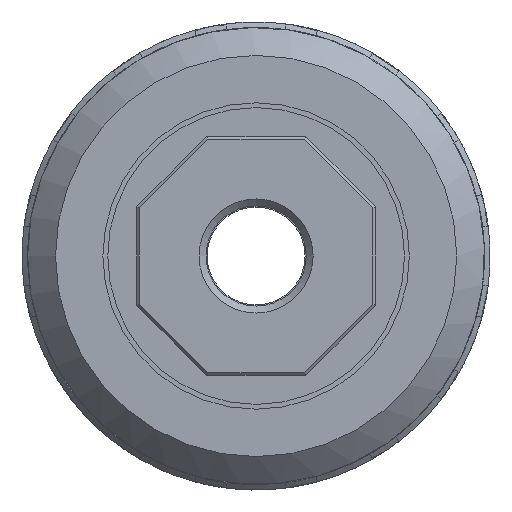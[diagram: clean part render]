
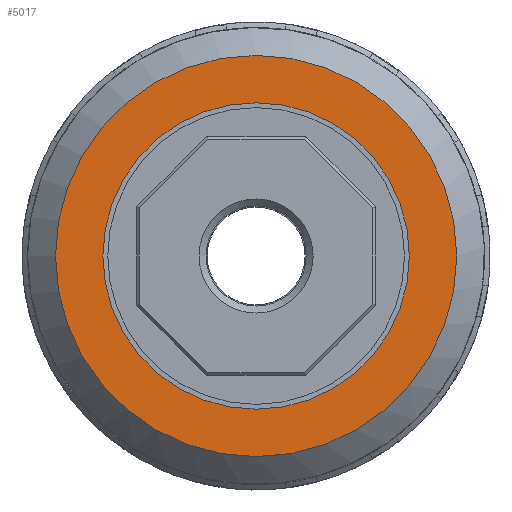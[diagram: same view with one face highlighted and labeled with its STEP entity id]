
A CAD part, front view. The second image highlights one B-rep face of the part: STEP entity #5017.
In plain terms, the highlighted free-form (B-spline) face has degree [1, 1] with [2, 2] control points.
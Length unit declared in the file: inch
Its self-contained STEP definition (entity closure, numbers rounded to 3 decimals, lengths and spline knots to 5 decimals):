
#4917=CARTESIAN_POINT('',(24.84157,5.30311,5.20973));
#4918=VERTEX_POINT('',#4917);
#4919=CARTESIAN_POINT('',(25.94157,5.30311,5.20973));
#4920=DIRECTION('',(0.0,0.0,1.0));
#4921=DIRECTION('',(-1.0,0.0,0.0));
#4922=AXIS2_PLACEMENT_3D('',#4919,#4920,#4921);
#4923=CIRCLE('',#4922,1.1);
#4924=EDGE_CURVE('',#4918,#4918,#4923,.T.);
#4994=CARTESIAN_POINT('',(24.50157,5.30311,5.20973));
#4995=VERTEX_POINT('',#4994);
#4996=CARTESIAN_POINT('',(25.94157,5.30311,5.20973));
#4997=DIRECTION('',(0.0,0.0,1.0));
#4998=DIRECTION('',(-1.0,0.0,0.0));
#4999=AXIS2_PLACEMENT_3D('',#4996,#4997,#4998);
#5000=CIRCLE('',#4999,1.44);
#5001=EDGE_CURVE('',#4995,#4995,#5000,.T.);
#5006=CARTESIAN_POINT('',(24.50157,6.74311,5.20973));
#5007=CARTESIAN_POINT('',(27.38157,6.74311,5.20973));
#5008=CARTESIAN_POINT('',(24.50157,3.86311,5.20973));
#5009=CARTESIAN_POINT('',(27.38157,3.86311,5.20973));
#5010=B_SPLINE_SURFACE_WITH_KNOTS('',1,1,((#5006,#5008),(#5007,#5009)),.UNSPECIFIED.,.F.,.F.,.U.,(2,2),(2,2),(0.0,2.88),(0.0,2.88),.UNSPECIFIED.);
#5011=ORIENTED_EDGE('',*,*,#5001,.F.);
#5012=EDGE_LOOP('',(#5011));
#5013=FACE_OUTER_BOUND('',#5012,.T.);
#5014=ORIENTED_EDGE('',*,*,#4924,.T.);
#5015=EDGE_LOOP('',(#5014));
#5016=FACE_BOUND('',#5015,.T.);
#5017=ADVANCED_FACE('',(#5013,#5016),#5010,.T.);
